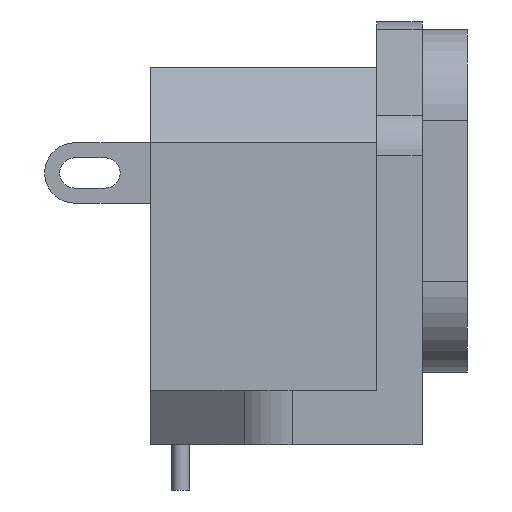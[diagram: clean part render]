
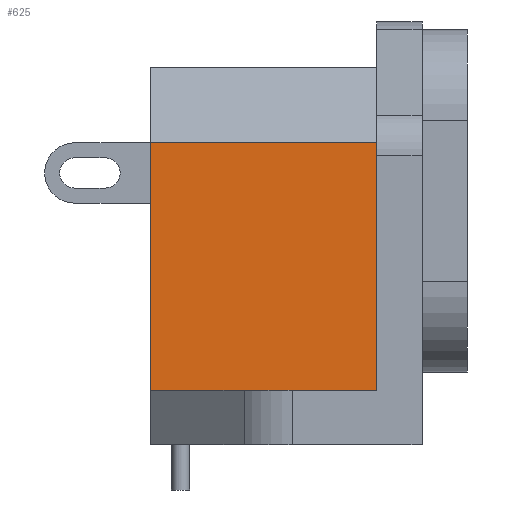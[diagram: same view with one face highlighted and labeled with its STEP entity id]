
A CAD part, front view. The second image highlights one B-rep face of the part: STEP entity #625.
In plain terms, the highlighted planar face has unit normal (0, -1, 0).
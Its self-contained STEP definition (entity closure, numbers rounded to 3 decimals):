
#625=ADVANCED_FACE('',(#1375),#1377,.T.);
#1375=FACE_BOUND('',#1376,.T.);
#1376=EDGE_LOOP('',(#1915,#1916,#1917,#1918));
#1377=PLANE('',#1378);
#1378=AXIS2_PLACEMENT_3D('',#1379,#1380,#1381);
#1379=CARTESIAN_POINT('',(6.,-13.5,3.6));
#1380=DIRECTION('',(0.,-1.,0.));
#1381=DIRECTION('',(0.,0.,1.));
#1915=ORIENTED_EDGE('',*,*,#2210,.T.);
#1916=ORIENTED_EDGE('',*,*,#2205,.T.);
#1917=ORIENTED_EDGE('',*,*,#2218,.T.);
#1918=ORIENTED_EDGE('',*,*,#2187,.F.);
#2187=EDGE_CURVE('',#2524,#2526,#2527,.T.);
#2205=EDGE_CURVE('',#2559,#2556,#2560,.T.);
#2210=EDGE_CURVE('',#2524,#2559,#2567,.F.);
#2218=EDGE_CURVE('',#2556,#2526,#2580,.T.);
#2524=VERTEX_POINT('',#3241);
#2526=VERTEX_POINT('',#3245);
#2527=LINE('',#3246,#3247);
#2556=VERTEX_POINT('',#3311);
#2559=VERTEX_POINT('',#3316);
#2560=LINE('',#3317,#3318);
#2567=LINE('',#3334,#3335);
#2580=LINE('',#3368,#3369);
#3241=CARTESIAN_POINT('',(-9.,-13.5,3.6));
#3245=CARTESIAN_POINT('',(-9.,-13.5,20.));
#3246=CARTESIAN_POINT('',(-9.,-13.5,3.6));
#3247=VECTOR('',#3248,1.);
#3248=DIRECTION('',(0.,0.,1.));
#3311=CARTESIAN_POINT('',(6.,-13.5,20.));
#3316=CARTESIAN_POINT('',(6.,-13.5,3.6));
#3317=CARTESIAN_POINT('',(6.,-13.5,3.6));
#3318=VECTOR('',#3319,1.);
#3319=DIRECTION('',(0.,0.,1.));
#3334=CARTESIAN_POINT('',(6.,-13.5,3.6));
#3335=VECTOR('',#3336,1.);
#3336=DIRECTION('',(-1.,0.,0.));
#3368=CARTESIAN_POINT('',(6.,-13.5,20.));
#3369=VECTOR('',#3370,1.);
#3370=DIRECTION('',(-1.,0.,0.));
